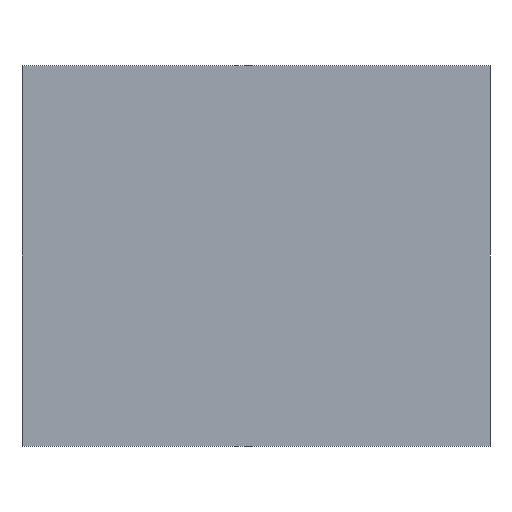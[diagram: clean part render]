
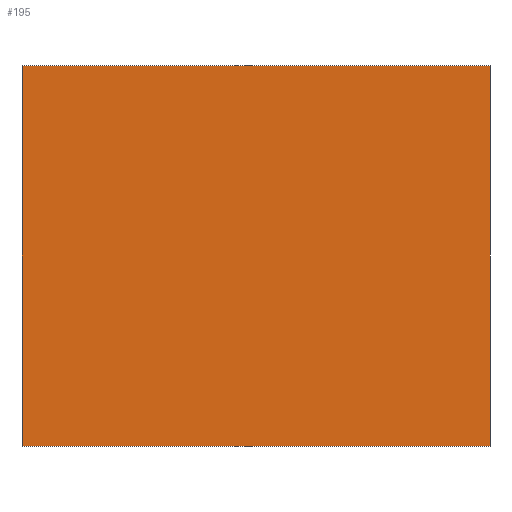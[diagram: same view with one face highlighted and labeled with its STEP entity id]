
A CAD part, front view. The second image highlights one B-rep face of the part: STEP entity #195.
In plain terms, the highlighted planar face has unit normal (0, -1, 0).
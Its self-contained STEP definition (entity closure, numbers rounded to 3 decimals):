
#2 = VERTEX_POINT ( 'NONE', #102 ) ;
#3 = CARTESIAN_POINT ( 'NONE',  ( 43.448, 0., -29.793 ) ) ;
#4 = CARTESIAN_POINT ( 'NONE',  ( -45.103, 0., -29.793 ) ) ;
#7 = CARTESIAN_POINT ( 'NONE',  ( -45.103, 0., -29.793 ) ) ;
#10 = EDGE_CURVE ( 'NONE', #208, #141, #47, .T. ) ;
#20 = EDGE_CURVE ( 'NONE', #141, #2, #166, .T. ) ;
#24 = EDGE_CURVE ( 'NONE', #2, #86, #119, .T. ) ;
#26 = DIRECTION ( 'NONE',  ( -1., 0., 0. ) ) ;
#29 = ORIENTED_EDGE ( 'NONE', *, *, #10, .F. ) ;
#41 = DIRECTION ( 'NONE',  ( 0., 0., -1. ) ) ;
#44 = AXIS2_PLACEMENT_3D ( 'NONE', #137, #170, #177 ) ;
#47 = LINE ( 'NONE', #7, #144 ) ;
#52 = CARTESIAN_POINT ( 'NONE',  ( 43.448, 0., -29.793 ) ) ;
#56 = ORIENTED_EDGE ( 'NONE', *, *, #157, .F. ) ;
#58 = DIRECTION ( 'NONE',  ( 0., 0., 1. ) ) ;
#67 = FACE_OUTER_BOUND ( 'NONE', #136, .T. ) ;
#81 = VECTOR ( 'NONE', #41, 1000. ) ;
#86 = VERTEX_POINT ( 'NONE', #115 ) ;
#102 = CARTESIAN_POINT ( 'NONE',  ( -45.103, 0., 42.207 ) ) ;
#104 = VECTOR ( 'NONE', #58, 1000. ) ;
#109 = ORIENTED_EDGE ( 'NONE', *, *, #24, .F. ) ;
#115 = CARTESIAN_POINT ( 'NONE',  ( 43.448, 0., 42.207 ) ) ;
#119 = LINE ( 'NONE', #162, #233 ) ;
#136 = EDGE_LOOP ( 'NONE', ( #189, #29, #56, #109 ) ) ;
#137 = CARTESIAN_POINT ( 'NONE',  ( 0., 0., 0. ) ) ;
#141 = VERTEX_POINT ( 'NONE', #4 ) ;
#144 = VECTOR ( 'NONE', #26, 1000. ) ;
#147 = DIRECTION ( 'NONE',  ( 1., 0., 0. ) ) ;
#157 = EDGE_CURVE ( 'NONE', #86, #208, #215, .T. ) ;
#162 = CARTESIAN_POINT ( 'NONE',  ( -45.103, 0., 42.207 ) ) ;
#166 = LINE ( 'NONE', #214, #104 ) ;
#170 = DIRECTION ( 'NONE',  ( 0., 1., 0. ) ) ;
#177 = DIRECTION ( 'NONE',  ( 0., 0., 1. ) ) ;
#189 = ORIENTED_EDGE ( 'NONE', *, *, #20, .F. ) ;
#195 = ADVANCED_FACE ( 'NONE', ( #67 ), #211, .F. ) ;
#208 = VERTEX_POINT ( 'NONE', #52 ) ;
#211 = PLANE ( 'NONE',  #44 ) ;
#214 = CARTESIAN_POINT ( 'NONE',  ( -45.103, 0., -29.793 ) ) ;
#215 = LINE ( 'NONE', #3, #81 ) ;
#233 = VECTOR ( 'NONE', #147, 1000. ) ;
